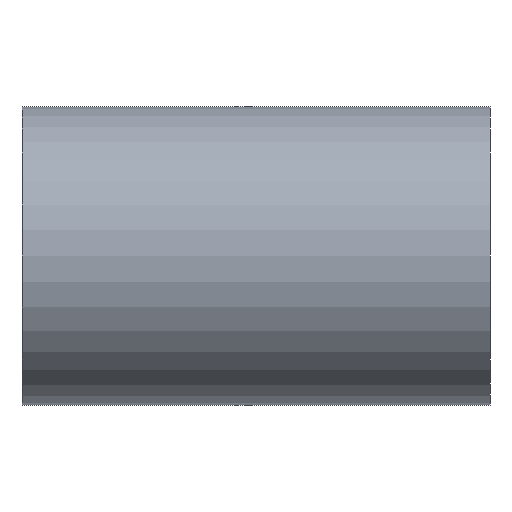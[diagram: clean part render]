
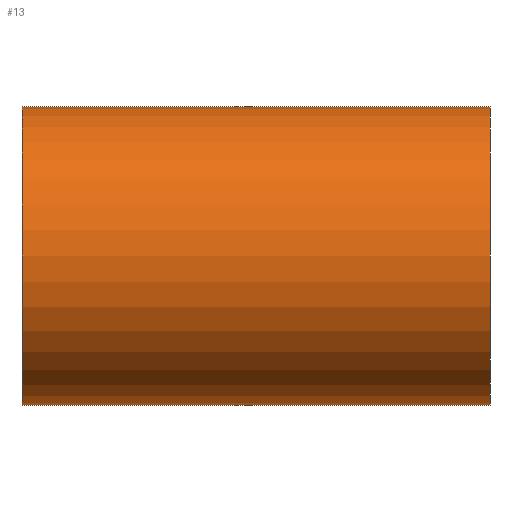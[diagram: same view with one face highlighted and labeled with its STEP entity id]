
A CAD part, front view. The second image highlights one B-rep face of the part: STEP entity #13.
In plain terms, the highlighted cylindrical face has radius 11.15 mm (diameter 22.3 mm), a partial arc.
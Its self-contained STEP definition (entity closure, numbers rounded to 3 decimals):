
#4 = CARTESIAN_POINT ( 'NONE',  ( -17.5, 0., -11.15 ) ) ;
#6 = CIRCLE ( 'NONE', #128, 11.15 ) ;
#8 = VERTEX_POINT ( 'NONE', #32 ) ;
#13 = ADVANCED_FACE ( 'NONE', ( #127 ), #48, .T. ) ;
#14 = CIRCLE ( 'NONE', #56, 11.15 ) ;
#17 = CARTESIAN_POINT ( 'NONE',  ( 17.5, 0., -11.15 ) ) ;
#29 = VECTOR ( 'NONE', #72, 1000. ) ;
#30 = ORIENTED_EDGE ( 'NONE', *, *, #67, .T. ) ;
#32 = CARTESIAN_POINT ( 'NONE',  ( -17.5, 0., 11.15 ) ) ;
#41 = LINE ( 'NONE', #96, #145 ) ;
#42 = DIRECTION ( 'NONE',  ( -1., 0., 0. ) ) ;
#44 = CARTESIAN_POINT ( 'NONE',  ( -17.5, 0., -11.15 ) ) ;
#46 = EDGE_LOOP ( 'NONE', ( #63, #193, #30, #191 ) ) ;
#48 = CYLINDRICAL_SURFACE ( 'NONE', #136, 11.15 ) ;
#51 = EDGE_CURVE ( 'NONE', #131, #75, #116, .T. ) ;
#53 = EDGE_CURVE ( 'NONE', #75, #8, #6, .T. ) ;
#56 = AXIS2_PLACEMENT_3D ( 'NONE', #82, #125, #184 ) ;
#63 = ORIENTED_EDGE ( 'NONE', *, *, #51, .F. ) ;
#67 = EDGE_CURVE ( 'NONE', #178, #8, #41, .T. ) ;
#72 = DIRECTION ( 'NONE',  ( -1., 0., 0. ) ) ;
#75 = VERTEX_POINT ( 'NONE', #44 ) ;
#82 = CARTESIAN_POINT ( 'NONE',  ( 17.5, 0., 0. ) ) ;
#87 = DIRECTION ( 'NONE',  ( 0., 0., 1. ) ) ;
#96 = CARTESIAN_POINT ( 'NONE',  ( -17.5, 0., 11.15 ) ) ;
#116 = LINE ( 'NONE', #4, #29 ) ;
#124 = EDGE_CURVE ( 'NONE', #131, #178, #14, .T. ) ;
#125 = DIRECTION ( 'NONE',  ( -1., 0., 0. ) ) ;
#127 = FACE_OUTER_BOUND ( 'NONE', #46, .T. ) ;
#128 = AXIS2_PLACEMENT_3D ( 'NONE', #172, #159, #130 ) ;
#130 = DIRECTION ( 'NONE',  ( 0., 0., 1. ) ) ;
#131 = VERTEX_POINT ( 'NONE', #17 ) ;
#136 = AXIS2_PLACEMENT_3D ( 'NONE', #192, #42, #87 ) ;
#145 = VECTOR ( 'NONE', #176, 1000. ) ;
#159 = DIRECTION ( 'NONE',  ( -1., 0., 0. ) ) ;
#170 = CARTESIAN_POINT ( 'NONE',  ( 17.5, 0., 11.15 ) ) ;
#172 = CARTESIAN_POINT ( 'NONE',  ( -17.5, 0., 0. ) ) ;
#176 = DIRECTION ( 'NONE',  ( -1., 0., 0. ) ) ;
#178 = VERTEX_POINT ( 'NONE', #170 ) ;
#184 = DIRECTION ( 'NONE',  ( 0., 0., 1. ) ) ;
#191 = ORIENTED_EDGE ( 'NONE', *, *, #53, .F. ) ;
#192 = CARTESIAN_POINT ( 'NONE',  ( -17.5, 0., 0. ) ) ;
#193 = ORIENTED_EDGE ( 'NONE', *, *, #124, .T. ) ;
